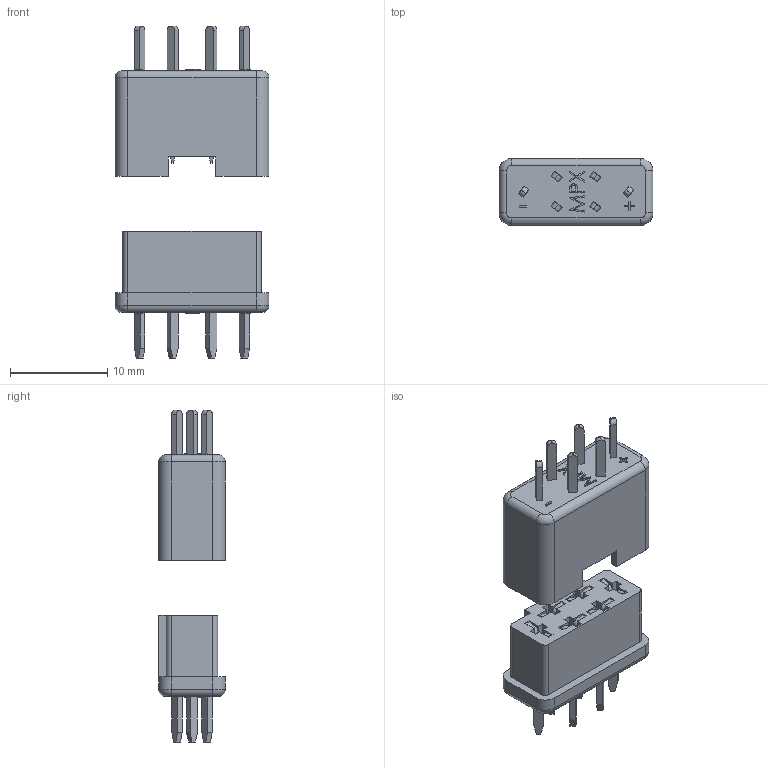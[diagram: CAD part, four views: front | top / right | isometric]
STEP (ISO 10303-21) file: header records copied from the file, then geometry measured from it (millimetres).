
FILE_DESCRIPTION (( 'STEP AP203' ), '1' );
FILE_NAME ('MULTIPLEX CONNECTOR.STEP', '2012-06-12T06:00:06', ( 'user' ), ( '' ), 'SwSTEP 2.0', 'SolidWorks 2011', '' );
FILE_SCHEMA (( 'CONFIG_CONTROL_DESIGN' ));
Length unit declared in the file: millimetre
Products named in the file (3): CONNECTOR, MULTIPLEX, PLUG; CONNECTOR, MULTIPLEX, SOCKET; MULTIPLEX CONNECTOR
Assembly tree (2 placements, depth 2):
  MULTIPLEX CONNECTOR
    CONNECTOR, MULTIPLEX, SOCKET
    CONNECTOR, MULTIPLEX, PLUG
Bounding box: 15.87 x 6.89 x 34.22 mm (x, y, z)
Volume: 1374.4 mm3; surface area: 1901.7 mm2
Topology: 2 solids, 2 shells, 504 faces, 1334 edges, 876 vertices
Faces by surface type: plane 424, cylinder 60, bspline 12, torus 8
Entity records: 16315 total; most frequent: CARTESIAN_POINT 3467, ORIENTED_EDGE 2668, DIRECTION 2432, EDGE_CURVE 1334, VECTOR 1182, LINE 1182, VERTEX_POINT 876, AXIS2_PLACEMENT_3D 625
